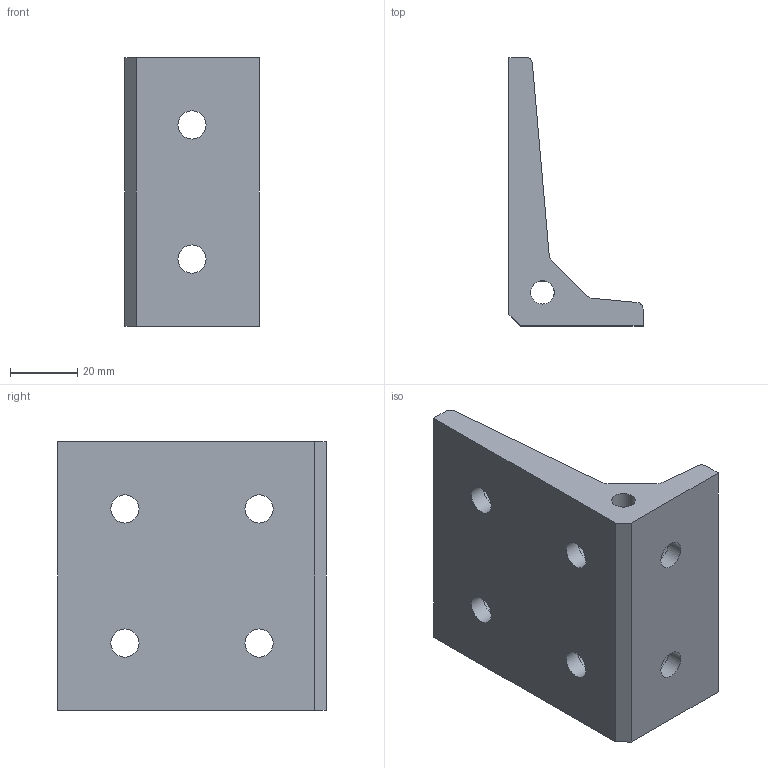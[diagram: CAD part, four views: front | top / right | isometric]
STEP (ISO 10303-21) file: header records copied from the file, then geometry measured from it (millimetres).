
FILE_DESCRIPTION(/* description */ ('KriTec Winkel 8 80x40x80 schwarz'),/* implementation_level */ '2;1');
FILE_NAME(/* name */ '22283_KriTec_Winkel_8_80x40x80.stp',/* time_stamp */ '2021-11-16T11:40:15+01:00',/* author */ ('Nell'),/* organization */ (''),/* preprocessor_version */ 'ST-DEVELOPER v17',/* originating_system */ 'Autodesk Inventor 2018',/* authorisation */ '');
FILE_SCHEMA (('AUTOMOTIVE_DESIGN { 1 0 10303 214 3 1 1 }'));
Length unit declared in the file: millimetre
Products named in the file (1): 22283
Bounding box: 40 x 80 x 80 mm (x, y, z)
Volume: 77303.3 mm3; surface area: 23294.5 mm2
Topology: 1 solids, 1 shells, 39 faces, 139 edges, 100 vertices
Faces by surface type: cylinder 21, plane 18
Full cylindrical faces by diameter (mm): 7 x1, 8.4 x6, 13.5 x6
Entity records: 1830 total; most frequent: CARTESIAN_POINT 505, ORIENTED_EDGE 278, DIRECTION 269, EDGE_CURVE 139, AXIS2_PLACEMENT_3D 108, VERTEX_POINT 100, EDGE_LOOP 59, LINE 53
